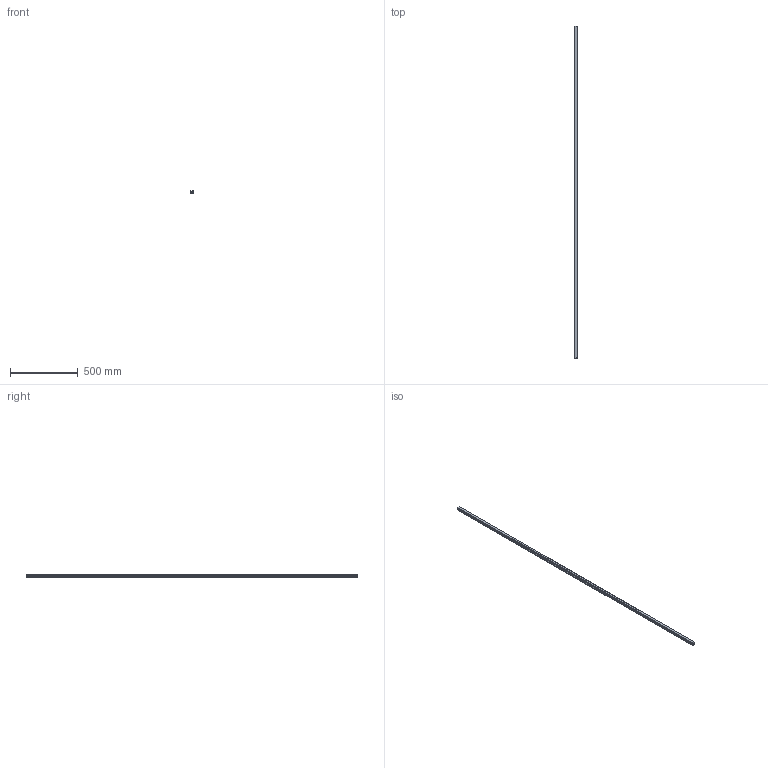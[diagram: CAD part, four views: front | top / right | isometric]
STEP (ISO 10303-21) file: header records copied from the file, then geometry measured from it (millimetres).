
FILE_DESCRIPTION(('STEP AP214'),'1');
FILE_NAME('cctmp_9D3AF47A-B631-496F-9923-91B8AE02C786_2021_01_25_13_08_54_0702..stp','2021-01-25T12:08:54',('HIWIN GmbH'),('CADClick - www.CADClick.com'),'Spatial InterOp 3D',' ','unknown authorization');
FILE_SCHEMA(('AUTOMOTIVE_DESIGN'));
Length unit declared in the file: millimetre
Products named in the file (1): HGR25T2450C_FILE
Bounding box: 23 x 2450 x 22 mm (x, y, z)
Volume: 1059230.1 mm3; surface area: 232763 mm2
Topology: 1 solids, 1 shells, 398 faces, 1217 edges, 743 vertices
Faces by surface type: plane 212, cylinder 104, cone 82
Entity records: 16375 total; most frequent: DIRECTION 2469, CARTESIAN_POINT 2277, ORIENTED_EDGE 2270, EDGE_CURVE 1135, AXIS2_PLACEMENT_3D 935, VERTEX_POINT 743, LINE 599, VECTOR 599
